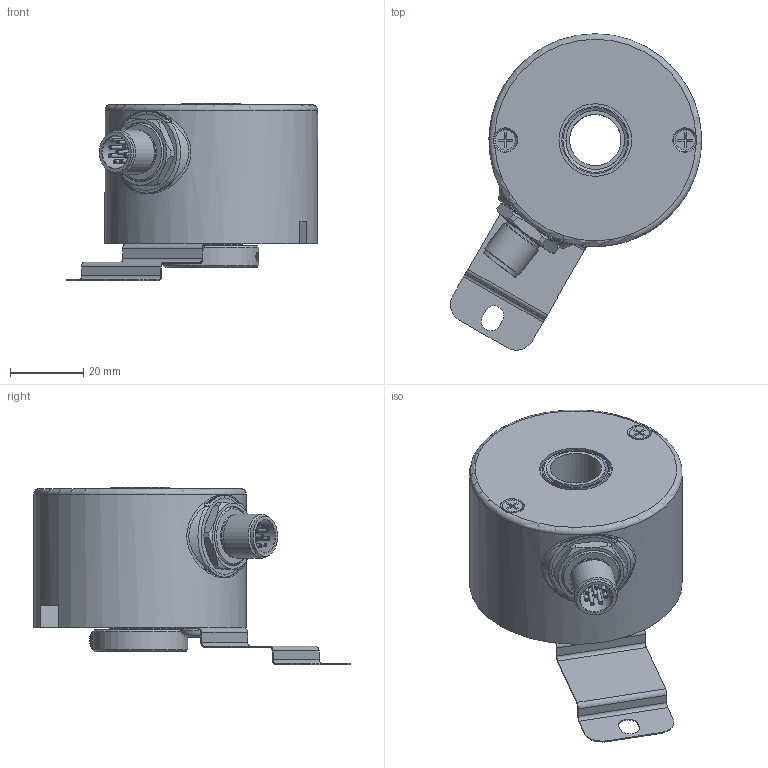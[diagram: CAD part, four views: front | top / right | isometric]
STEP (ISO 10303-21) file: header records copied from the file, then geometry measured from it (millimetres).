
FILE_DESCRIPTION((''),'2;1');
FILE_NAME('58H14xxxxSC.stp','2010-10-18T13:12:19',('TP'),(''),'Autodesk Inventor 2008','Autodesk Inventor 2008','');
FILE_SCHEMA(('AUTOMOTIVE_DESIGN { 1 0 10303 214 1 1 1 1 }'));
Length unit declared in the file: millimetre
Products named in the file (1): 58H14xxxxSC
Bounding box: 68.49 x 86.25 x 48.3 mm (x, y, z)
Volume: 38172.2 mm3; surface area: 40029.8 mm2
Topology: 1 solids, 8 shells, 630 faces, 1980 edges, 1326 vertices
Faces by surface type: plane 189, cylinder 138, bspline 118, cone 115, torus 37, sphere 33
Full cylindrical faces by diameter (mm): 1 x8, 2.013 x3, 2.459 x3, 3 x5, 3.242 x5, 3.3 x1, 4 x2, 4.5 x2, 5.5 x3, 7.6 x2, 9 x1, 11 x2, 12 x2, 13 x2, 14 x1, 16 x3, 16.01 x1, 16.6 x1, 17 x2, 18.2 x1, 19.3 x2, 19.8 x1, 20 x1, 20.2 x6, 22 x1, 23 x1, 23.2 x4, 24.1 x8, 25 x1, 25.85 x1
Entity records: 31917 total; most frequent: CARTESIAN_POINT 16430, ORIENTED_EDGE 3208, DIRECTION 2802, EDGE_CURVE 1604, AXIS2_PLACEMENT_3D 1230, VERTEX_POINT 1188, EDGE_LOOP 924, CIRCLE 719
